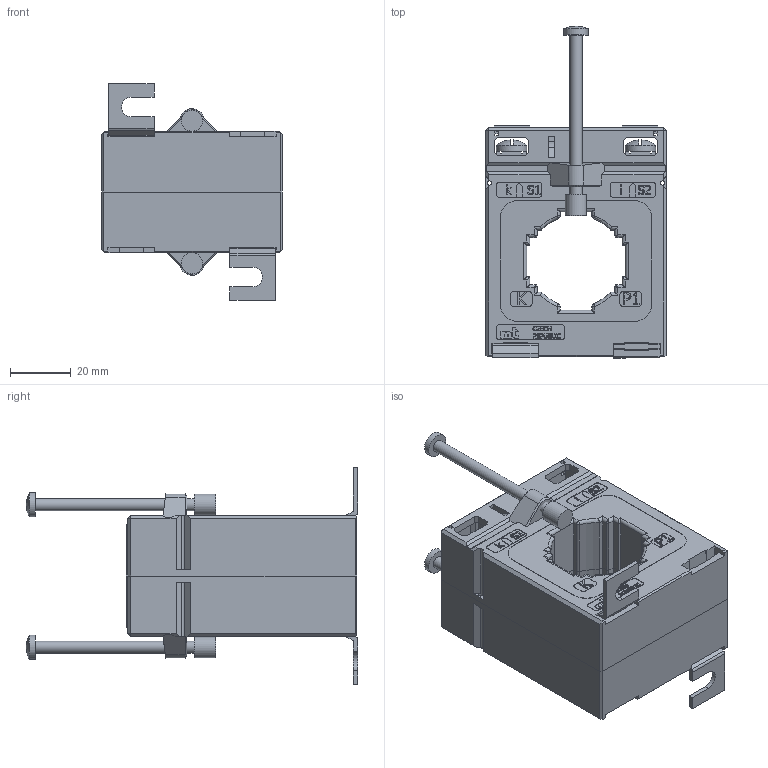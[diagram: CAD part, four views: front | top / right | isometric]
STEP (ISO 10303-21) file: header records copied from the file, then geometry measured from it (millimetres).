
FILE_DESCRIPTION(/* description */ (''),/* implementation_level */ '2;1');
FILE_NAME(/* name */ 'CLB 32.64.step',/* time_stamp */ '2024-10-25T09:15:24+02:00',/* author */ ('peter'),/* organization */ (''),/* preprocessor_version */ 'ST-DEVELOPER v20',/* originating_system */ 'Autodesk Inventor 2025',/* authorisation */ '');
FILE_SCHEMA (('AUTOMOTIVE_DESIGN { 1 0 10303 214 3 1 1 }'));
Length unit declared in the file: millimetre
Products named in the file (10): Current transformer CLB 32.64; Front plastic case CLB 32.64; Back plastic case CLB 32.64; Tape label CLB 32.64; Secondary terminal 28 CLB; Secondary terminal cover 37 CLB; Metal mounting foot CLB; Screw M5x8; Screw 4x60; Insulating cap
Assembly tree (17 placements, depth 2):
  Current transformer CLB 32.64
    Front plastic case CLB 32.64
    Back plastic case CLB 32.64
    Tape label CLB 32.64
    Secondary terminal 28 CLB  x2
    Secondary terminal cover 37 CLB  x2
    Metal mounting foot CLB  x2
    Screw M5x8  x4
    Screw 4x60  x2
    Insulating cap  x2
Bounding box: 59.5 x 109.34 x 71.5 mm (x, y, z)
Volume: 140135.3 mm3; surface area: 46706.1 mm2
Topology: 17 solids, 17 shells, 1793 faces, 4871 edges, 3192 vertices
Faces by surface type: plane 1140, bspline 365, cylinder 238, sphere 18, torus 16, cone 16
Full cylindrical faces by diameter (mm): 1.5 x4, 2.5 x2, 2.95 x2, 3 x4, 3.5 x2, 4 x4, 4.134 x4, 5 x4, 7 x2, 8 x2, 10 x4
Entity records: 53183 total; most frequent: CARTESIAN_POINT 13989, ORIENTED_EDGE 8792, DIRECTION 6568, EDGE_CURVE 4396, LINE 3228, VECTOR 3228, VERTEX_POINT 2881, EDGE_LOOP 1731
